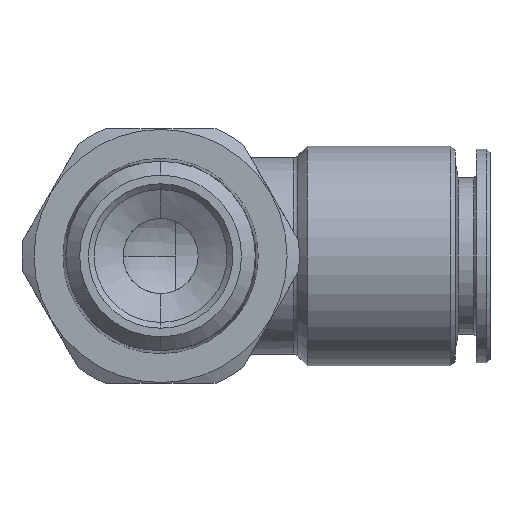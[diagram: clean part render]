
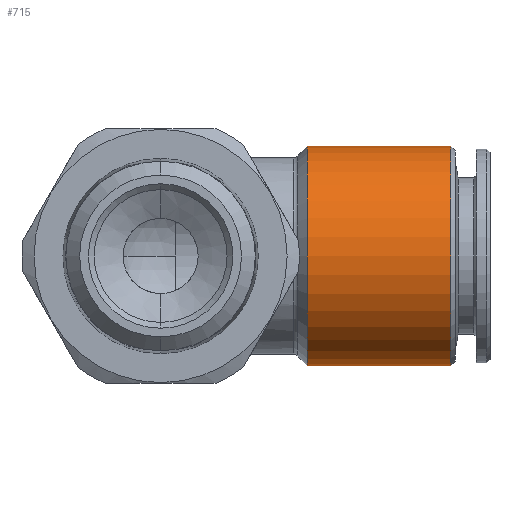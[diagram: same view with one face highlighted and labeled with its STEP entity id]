
A CAD part, front view. The second image highlights one B-rep face of the part: STEP entity #715.
In plain terms, the highlighted cylindrical face has radius 9.5 mm (diameter 19 mm), a partial arc.
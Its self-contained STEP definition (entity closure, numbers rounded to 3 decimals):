
#70 = CARTESIAN_POINT ( 'NONE',  ( 12.71, 0., -9.5 ) ) ;
#370 = VERTEX_POINT ( 'NONE', #1152 ) ;
#715 = ADVANCED_FACE ( 'NONE', ( #2071 ), #3910, .T. ) ;
#911 = CARTESIAN_POINT ( 'NONE',  ( 25.1, 0., 0. ) ) ;
#941 = VERTEX_POINT ( 'NONE', #1763 ) ;
#948 = CIRCLE ( 'NONE', #4663, 9.5 ) ;
#982 = CARTESIAN_POINT ( 'NONE',  ( 12.71, 0., 0. ) ) ;
#1023 = DIRECTION ( 'NONE',  ( 1., 0., 0. ) ) ;
#1057 = EDGE_CURVE ( 'NONE', #370, #5988, #3282, .T. ) ;
#1152 = CARTESIAN_POINT ( 'NONE',  ( 25.1, 0., -9.5 ) ) ;
#1233 = VECTOR ( 'NONE', #1508, 1000. ) ;
#1419 = DIRECTION ( 'NONE',  ( -1., 0., 0. ) ) ;
#1508 = DIRECTION ( 'NONE',  ( -1., 0., 0. ) ) ;
#1541 = ORIENTED_EDGE ( 'NONE', *, *, #3296, .T. ) ;
#1746 = ORIENTED_EDGE ( 'NONE', *, *, #5628, .T. ) ;
#1763 = CARTESIAN_POINT ( 'NONE',  ( 12.71, 0., 9.5 ) ) ;
#1777 = VECTOR ( 'NONE', #6220, 1000. ) ;
#1864 = DIRECTION ( 'NONE',  ( 0., 0., 1. ) ) ;
#1906 = EDGE_CURVE ( 'NONE', #941, #5988, #2869, .T. ) ;
#2071 = FACE_OUTER_BOUND ( 'NONE', #5651, .T. ) ;
#2547 = CARTESIAN_POINT ( 'NONE',  ( 0., 0., -9.5 ) ) ;
#2767 = VERTEX_POINT ( 'NONE', #4951 ) ;
#2776 = LINE ( 'NONE', #6178, #1777 ) ;
#2869 = CIRCLE ( 'NONE', #5027, 9.5 ) ;
#3282 = LINE ( 'NONE', #2547, #1233 ) ;
#3296 = EDGE_CURVE ( 'NONE', #370, #2767, #948, .T. ) ;
#3910 = CYLINDRICAL_SURFACE ( 'NONE', #4240, 9.5 ) ;
#4240 = AXIS2_PLACEMENT_3D ( 'NONE', #4340, #1419, #4975 ) ;
#4340 = CARTESIAN_POINT ( 'NONE',  ( 0., 0., 0. ) ) ;
#4487 = ORIENTED_EDGE ( 'NONE', *, *, #1057, .F. ) ;
#4663 = AXIS2_PLACEMENT_3D ( 'NONE', #911, #4883, #1864 ) ;
#4883 = DIRECTION ( 'NONE',  ( -1., 0., 0. ) ) ;
#4948 = ORIENTED_EDGE ( 'NONE', *, *, #1906, .T. ) ;
#4951 = CARTESIAN_POINT ( 'NONE',  ( 25.1, 0., 9.5 ) ) ;
#4975 = DIRECTION ( 'NONE',  ( 0., 0., 1. ) ) ;
#5027 = AXIS2_PLACEMENT_3D ( 'NONE', #982, #1023, #5379 ) ;
#5379 = DIRECTION ( 'NONE',  ( 0., 0., -1. ) ) ;
#5628 = EDGE_CURVE ( 'NONE', #2767, #941, #2776, .T. ) ;
#5651 = EDGE_LOOP ( 'NONE', ( #4487, #1541, #1746, #4948 ) ) ;
#5988 = VERTEX_POINT ( 'NONE', #70 ) ;
#6178 = CARTESIAN_POINT ( 'NONE',  ( 0., 0., 9.5 ) ) ;
#6220 = DIRECTION ( 'NONE',  ( -1., 0., 0. ) ) ;
